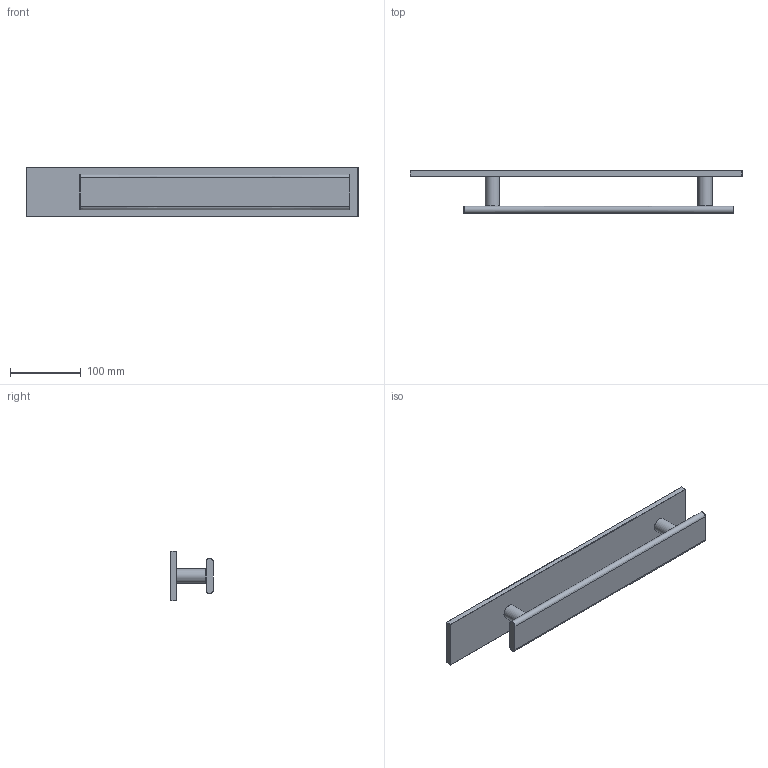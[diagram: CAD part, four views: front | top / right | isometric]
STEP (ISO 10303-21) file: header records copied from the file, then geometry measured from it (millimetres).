
FILE_DESCRIPTION(/* description */ ('Unknown'),/* implementation_level */ '2;1');
FILE_NAME(/* name */ '1047770000',/* time_stamp */ '2024-08-01T10:23:10+02:00',/* author */ ('Unknown'),/* organization */ ('GROHE AG'),/* preprocessor_version */ 'ST-DEVELOPER v16.7',/* originating_system */ 'DEX',/* authorisation */ $);
FILE_SCHEMA (('AUTOMOTIVE_DESIGN {1 0 10303 214 3 1 1}'));
Length unit declared in the file: millimetre
Products named in the file (5): 1047770000; 1047770000 Slim Square Grab Rail_19; BREP_16; 1047770000 Slim Square Grab Rail_10; 1047770000 Slim Square Grab Rail_9
Assembly tree (4 placements, depth 2):
  1047770000
    1047770000 Slim Square Grab Rail_19
    BREP_16
    1047770000 Slim Square Grab Rail_10
    1047770000 Slim Square Grab Rail_9
Bounding box: 467.86 x 60 x 70 mm (x, y, z)
Volume: 468469 mm3; surface area: 124434.6 mm2
Topology: 4 solids, 4 shells, 58 faces, 118 edges, 61 vertices
Faces by surface type: cylinder 20, plane 15, bspline 10, sphere 8, torus 4, cone 1
Full cylindrical faces by diameter (mm): 6.2 x1, 10.3 x1, 20 x2
Entity records: 1764 total; most frequent: CARTESIAN_POINT 603, DIRECTION 208, ORIENTED_EDGE 202, EDGE_CURVE 101, AXIS2_PLACEMENT_3D 90, EDGE_LOOP 70, FACE_BOUND 70, VERTEX_POINT 61
